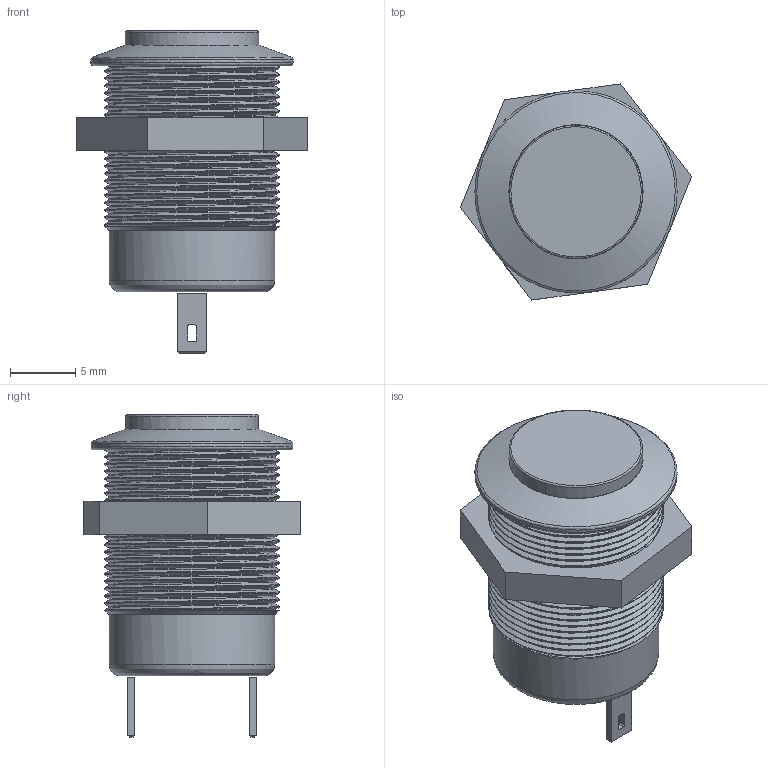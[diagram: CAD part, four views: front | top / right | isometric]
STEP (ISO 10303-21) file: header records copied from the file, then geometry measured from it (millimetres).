
FILE_DESCRIPTION(('FreeCAD Model'),'2;1');
FILE_NAME('Open CASCADE Shape Model','2025-04-30T04:15:12',('FreeCAD'),( 'FreeCAD'),'Open CASCADE STEP processor 7.6','FreeCAD','Unknown');
FILE_SCHEMA(('AUTOMOTIVE_DESIGN { 1 0 10303 214 1 1 1 1 }'));
Products named in the file (1): Open CASCADE STEP translator 7.6 1
Bounding box: 17.69 x 16.53 x 24.66 mm (x, y, z)
Volume: 2813.8 mm3; surface area: 2081.4 mm2
Topology: 5 solids, 5 shells, 111 faces, 370 edges, 271 vertices
Faces by surface type: bspline 111
Entity records: 43694 total; most frequent: CARTESIAN_POINT 41574, ORIENTED_EDGE 740, EDGE_CURVE 370, B_SPLINE_CURVE_WITH_KNOTS 320, VERTEX_POINT 271, FACE_BOUND 119, EDGE_LOOP 119, ADVANCED_FACE 111
